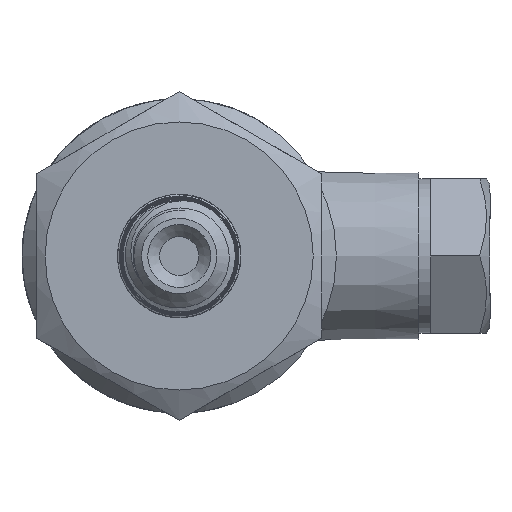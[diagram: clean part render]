
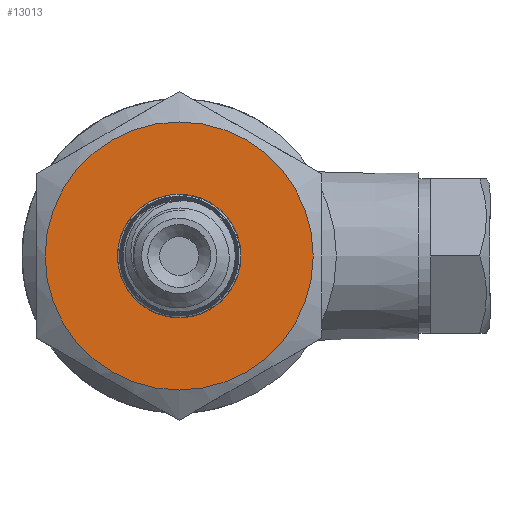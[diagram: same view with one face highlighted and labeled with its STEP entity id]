
A CAD part, left-side view. The second image highlights one B-rep face of the part: STEP entity #13013.
In plain terms, the highlighted planar face has unit normal (-1, 0, 0).
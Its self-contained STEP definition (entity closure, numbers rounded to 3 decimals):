
#1166=FACE_BOUND('',#3930,.T.);
#3160=FACE_OUTER_BOUND('',#3929,.T.);
#3929=EDGE_LOOP('',(#8770));
#3930=EDGE_LOOP('',(#8771));
#4746=CIRCLE('',#13841,11.3);
#4747=CIRCLE('',#13842,5.21);
#5262=VERTEX_POINT('',#18439);
#5263=VERTEX_POINT('',#18441);
#6662=EDGE_CURVE('',#5262,#5262,#4746,.T.);
#6663=EDGE_CURVE('',#5263,#5263,#4747,.T.);
#8770=ORIENTED_EDGE('',*,*,#6662,.T.);
#8771=ORIENTED_EDGE('',*,*,#6663,.T.);
#12853=PLANE('',#13840);
#13013=ADVANCED_FACE('',(#3160,#1166),#12853,.T.);
#13840=AXIS2_PLACEMENT_3D('',#18438,#14823,#14824);
#13841=AXIS2_PLACEMENT_3D('',#18440,#14825,#14826);
#13842=AXIS2_PLACEMENT_3D('',#18442,#14827,#14828);
#14823=DIRECTION('center_axis',(-1.,0.,0.));
#14824=DIRECTION('ref_axis',(0.,0.,1.));
#14825=DIRECTION('center_axis',(-1.,0.,0.));
#14826=DIRECTION('ref_axis',(0.,1.,0.));
#14827=DIRECTION('center_axis',(1.,0.,0.));
#14828=DIRECTION('ref_axis',(0.,0.,-1.));
#18438=CARTESIAN_POINT('Origin',(14.,12.,0.));
#18439=CARTESIAN_POINT('',(14.,-11.3,0.));
#18440=CARTESIAN_POINT('Origin',(14.,0.,0.));
#18441=CARTESIAN_POINT('',(14.,-5.21,0.));
#18442=CARTESIAN_POINT('Origin',(14.,0.,0.));
